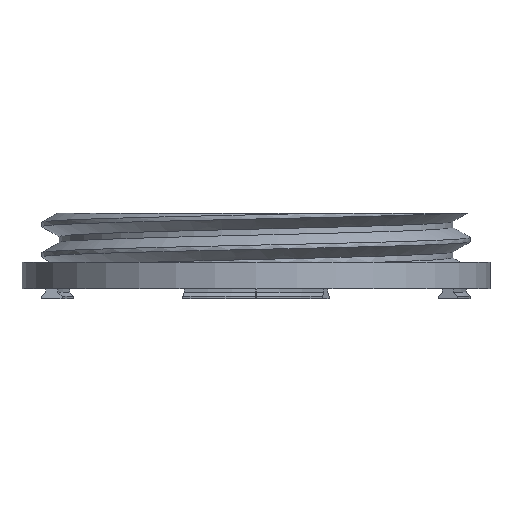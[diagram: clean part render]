
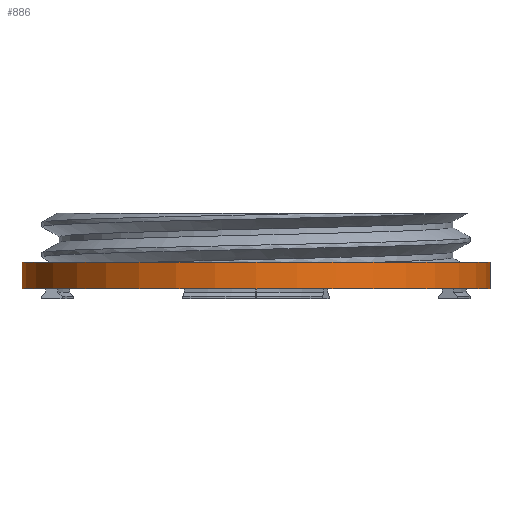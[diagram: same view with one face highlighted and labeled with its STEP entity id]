
A CAD part, front view. The second image highlights one B-rep face of the part: STEP entity #886.
In plain terms, the highlighted cylindrical face has radius 46.2 mm (diameter 92.4 mm), a full revolution.
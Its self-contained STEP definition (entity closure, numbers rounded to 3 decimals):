
#96=FACE_OUTER_BOUND('',#148,.T.);
#148=EDGE_LOOP('',(#788,#789,#790,#791));
#197=CIRCLE('',#989,46.2);
#198=CIRCLE('',#990,46.2);
#282=LINE('',#2548,#352);
#352=VECTOR('',#1238,46.2);
#435=VERTEX_POINT('',#2545);
#436=VERTEX_POINT('',#2547);
#560=EDGE_CURVE('',#435,#435,#197,.T.);
#561=EDGE_CURVE('',#435,#436,#282,.T.);
#562=EDGE_CURVE('',#436,#436,#198,.T.);
#788=ORIENTED_EDGE('',*,*,#560,.F.);
#789=ORIENTED_EDGE('',*,*,#561,.T.);
#790=ORIENTED_EDGE('',*,*,#562,.T.);
#791=ORIENTED_EDGE('',*,*,#561,.F.);
#838=CYLINDRICAL_SURFACE('',#988,46.2);
#886=ADVANCED_FACE('',(#96),#838,.T.);
#988=AXIS2_PLACEMENT_3D('',#2544,#1234,#1235);
#989=AXIS2_PLACEMENT_3D('',#2546,#1236,#1237);
#990=AXIS2_PLACEMENT_3D('',#2549,#1239,#1240);
#1234=DIRECTION('center_axis',(0.,0.,1.));
#1235=DIRECTION('ref_axis',(1.,0.,0.));
#1236=DIRECTION('center_axis',(0.,0.,1.));
#1237=DIRECTION('ref_axis',(1.,0.,0.));
#1238=DIRECTION('',(0.,0.,-1.));
#1239=DIRECTION('center_axis',(0.,0.,1.));
#1240=DIRECTION('ref_axis',(1.,0.,0.));
#2544=CARTESIAN_POINT('Origin',(0.,0.,0.));
#2545=CARTESIAN_POINT('',(-46.2,0.,5.2));
#2546=CARTESIAN_POINT('Origin',(0.,0.,5.2));
#2547=CARTESIAN_POINT('',(-46.2,0.,0.));
#2548=CARTESIAN_POINT('',(-46.2,0.,0.));
#2549=CARTESIAN_POINT('Origin',(0.,0.,0.));
